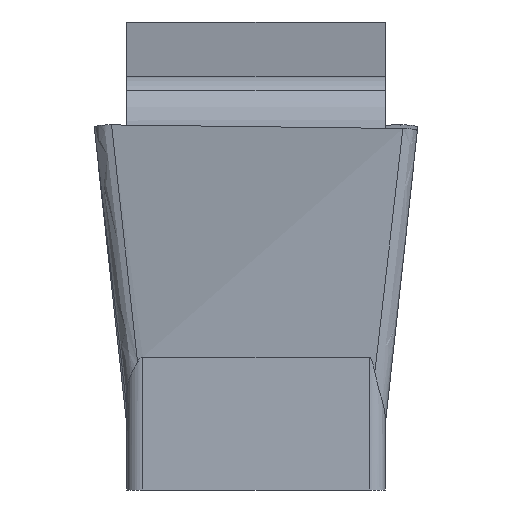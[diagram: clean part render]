
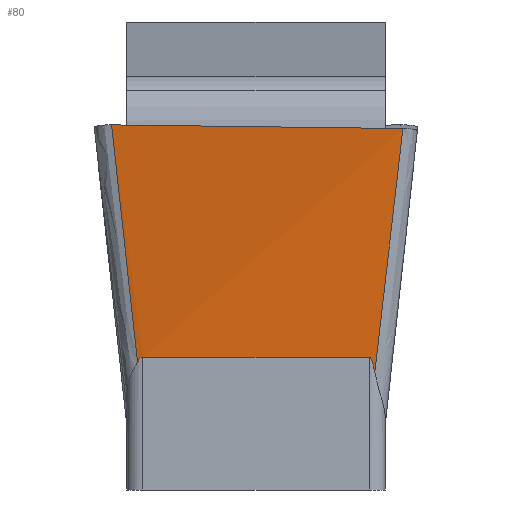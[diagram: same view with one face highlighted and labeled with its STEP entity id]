
A CAD part, front view. The second image highlights one B-rep face of the part: STEP entity #80.
In plain terms, the highlighted free-form (B-spline) face has degree [2, 1] with [3, 4] control points.
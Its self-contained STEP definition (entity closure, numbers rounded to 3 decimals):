
#42=(
BOUNDED_SURFACE()
B_SPLINE_SURFACE(2,1,((#1733,#1734,#1735,#1736),(#1737,#1738,#1739,#1740),
(#1741,#1742,#1743,#1744)),.UNSPECIFIED.,.F.,.F.,.F.)
B_SPLINE_SURFACE_WITH_KNOTS((3,3),(2,1,1,2),(0.,1.),(0.,0.417,
0.694,1.),.UNSPECIFIED.)
GEOMETRIC_REPRESENTATION_ITEM()
RATIONAL_B_SPLINE_SURFACE(((1.044,1.044,1.044,
1.044),(1.044,1.044,1.044,1.044),
(1.044,1.044,1.044,1.044)))
REPRESENTATION_ITEM('')
SURFACE()
);
#50=(
BOUNDED_CURVE()
B_SPLINE_CURVE(2,(#1287,#1288,#1289),.UNSPECIFIED.,.F.,.F.)
B_SPLINE_CURVE_WITH_KNOTS((3,3),(0.,1.),.UNSPECIFIED.)
CURVE()
GEOMETRIC_REPRESENTATION_ITEM()
RATIONAL_B_SPLINE_CURVE((1.044,1.044,1.044))
REPRESENTATION_ITEM('')
);
#52=(
BOUNDED_CURVE()
B_SPLINE_CURVE(1,(#1708,#1709,#1710,#1711),.UNSPECIFIED.,.F.,.F.)
B_SPLINE_CURVE_WITH_KNOTS((2,1,1,2),(0.,0.31,0.576,
1.),.UNSPECIFIED.)
CURVE()
GEOMETRIC_REPRESENTATION_ITEM()
RATIONAL_B_SPLINE_CURVE((1.044,1.044,1.044,
1.044))
REPRESENTATION_ITEM('')
);
#53=(
BOUNDED_CURVE()
B_SPLINE_CURVE(1,(#1729,#1730,#1731,#1732),.UNSPECIFIED.,.F.,.F.)
B_SPLINE_CURVE_WITH_KNOTS((2,1,1,2),(0.,0.426,0.688,
1.),.UNSPECIFIED.)
CURVE()
GEOMETRIC_REPRESENTATION_ITEM()
RATIONAL_B_SPLINE_CURVE((1.044,1.044,1.044,
1.044))
REPRESENTATION_ITEM('')
);
#80=ADVANCED_FACE('SIDE_FP_AN_SU1',(#134),#42,.T.);
#134=FACE_OUTER_BOUND('',#170,.T.);
#170=EDGE_LOOP('',(#296,#297,#298,#299,#300,#301));
#296=ORIENTED_EDGE('',*,*,#547,.F.);
#297=ORIENTED_EDGE('',*,*,#546,.F.);
#298=ORIENTED_EDGE('',*,*,#521,.T.);
#299=ORIENTED_EDGE('',*,*,#530,.F.);
#300=ORIENTED_EDGE('',*,*,#526,.T.);
#301=ORIENTED_EDGE('',*,*,#548,.F.);
#450=VERTEX_POINT('',#1223);
#451=VERTEX_POINT('',#1240);
#453=VERTEX_POINT('',#1254);
#454=VERTEX_POINT('',#1263);
#463=VERTEX_POINT('',#1707);
#464=VERTEX_POINT('',#1728);
#521=EDGE_CURVE('',#451,#450,#677,.T.);
#526=EDGE_CURVE('',#453,#454,#680,.T.);
#530=EDGE_CURVE('',#453,#450,#50,.T.);
#546=EDGE_CURVE('',#451,#463,#52,.T.);
#547=EDGE_CURVE('',#463,#464,#690,.T.);
#548=EDGE_CURVE('',#464,#454,#53,.T.);
#677=B_SPLINE_CURVE_WITH_KNOTS('',3,(#1224,#1225,#1226,#1227,#1228,#1229,
#1230,#1231,#1232,#1233,#1234,#1235,#1236,#1237,#1238,#1239),
 .UNSPECIFIED.,.F.,.F.,(4,3,3,3,3,4),(0.,0.336,0.675,
0.835,0.968,1.),.UNSPECIFIED.);
#680=B_SPLINE_CURVE_WITH_KNOTS('',3,(#1264,#1265,#1266,#1267,#1268,#1269,
#1270,#1271,#1272,#1273,#1274,#1275,#1276,#1277,#1278,#1279),
 .UNSPECIFIED.,.F.,.F.,(4,3,3,3,3,4),(0.,0.024,0.054,
0.111,0.305,1.),.UNSPECIFIED.);
#690=B_SPLINE_CURVE_WITH_KNOTS('',3,(#1718,#1719,#1720,#1721,#1722,#1723,
#1724,#1725,#1726,#1727),.UNSPECIFIED.,.F.,.F.,(4,3,3,4),(0.,0.5,
0.75,1.),.UNSPECIFIED.);
#1223=CARTESIAN_POINT('',(-1.4,-11.974,-2.851));
#1224=CARTESIAN_POINT('',(-1.465,-11.963,-2.913));
#1225=CARTESIAN_POINT('',(-1.461,-11.965,-2.904));
#1226=CARTESIAN_POINT('',(-1.455,-11.966,-2.894));
#1227=CARTESIAN_POINT('',(-1.449,-11.968,-2.886));
#1228=CARTESIAN_POINT('',(-1.443,-11.969,-2.877));
#1229=CARTESIAN_POINT('',(-1.436,-11.971,-2.869));
#1230=CARTESIAN_POINT('',(-1.428,-11.972,-2.862));
#1231=CARTESIAN_POINT('',(-1.424,-11.972,-2.859));
#1232=CARTESIAN_POINT('',(-1.42,-11.973,-2.856));
#1233=CARTESIAN_POINT('',(-1.415,-11.973,-2.854));
#1234=CARTESIAN_POINT('',(-1.411,-11.974,-2.852));
#1235=CARTESIAN_POINT('',(-1.407,-11.974,-2.851));
#1236=CARTESIAN_POINT('',(-1.403,-11.974,-2.851));
#1237=CARTESIAN_POINT('',(-1.402,-11.974,-2.851));
#1238=CARTESIAN_POINT('',(-1.401,-11.974,-2.851));
#1239=CARTESIAN_POINT('',(-1.4,-11.974,-2.851));
#1240=CARTESIAN_POINT('',(-1.465,-11.963,-2.913));
#1254=CARTESIAN_POINT('',(1.4,-11.974,-2.851));
#1263=CARTESIAN_POINT('',(1.469,-11.961,-3.042));
#1264=CARTESIAN_POINT('',(1.4,-11.974,-2.851));
#1265=CARTESIAN_POINT('',(1.402,-11.974,-2.851));
#1266=CARTESIAN_POINT('',(1.403,-11.974,-2.851));
#1267=CARTESIAN_POINT('',(1.405,-11.974,-2.851));
#1268=CARTESIAN_POINT('',(1.407,-11.974,-2.852));
#1269=CARTESIAN_POINT('',(1.409,-11.974,-2.853));
#1270=CARTESIAN_POINT('',(1.411,-11.974,-2.855));
#1271=CARTESIAN_POINT('',(1.414,-11.973,-2.857));
#1272=CARTESIAN_POINT('',(1.416,-11.973,-2.86));
#1273=CARTESIAN_POINT('',(1.419,-11.973,-2.863));
#1274=CARTESIAN_POINT('',(1.427,-11.972,-2.874));
#1275=CARTESIAN_POINT('',(1.432,-11.971,-2.887));
#1276=CARTESIAN_POINT('',(1.436,-11.971,-2.9));
#1277=CARTESIAN_POINT('',(1.453,-11.968,-2.946));
#1278=CARTESIAN_POINT('',(1.461,-11.964,-2.994));
#1279=CARTESIAN_POINT('',(1.469,-11.961,-3.042));
#1287=CARTESIAN_POINT('',(1.4,-11.974,-2.851));
#1288=CARTESIAN_POINT('',(0.,-11.974,-2.851));
#1289=CARTESIAN_POINT('',(-1.4,-11.974,-2.851));
#1707=CARTESIAN_POINT('',(-1.788,-12.479,0.023));
#1708=CARTESIAN_POINT('',(-1.108,-11.391,-6.167));
#1709=CARTESIAN_POINT('',(-1.472,-11.974,-2.851));
#1710=CARTESIAN_POINT('',(-1.786,-12.475,0.));
#1711=CARTESIAN_POINT('',(-2.284,-13.272,4.53));
#1718=CARTESIAN_POINT('',(-1.788,-12.479,0.023));
#1719=CARTESIAN_POINT('',(-1.187,-12.425,0.015));
#1720=CARTESIAN_POINT('',(-0.586,-12.371,0.007));
#1721=CARTESIAN_POINT('',(0.015,-12.317,0.));
#1722=CARTESIAN_POINT('',(0.315,-12.291,-0.004));
#1723=CARTESIAN_POINT('',(0.616,-12.264,-0.008));
#1724=CARTESIAN_POINT('',(0.916,-12.238,-0.011));
#1725=CARTESIAN_POINT('',(1.217,-12.211,-0.015));
#1726=CARTESIAN_POINT('',(1.517,-12.184,-0.019));
#1727=CARTESIAN_POINT('',(1.818,-12.158,-0.023));
#1728=CARTESIAN_POINT('',(1.818,-12.158,-0.023));
#1729=CARTESIAN_POINT('',(2.356,-12.462,4.643));
#1730=CARTESIAN_POINT('',(1.821,-12.16,0.));
#1731=CARTESIAN_POINT('',(1.492,-11.974,-2.851));
#1732=CARTESIAN_POINT('',(1.099,-11.752,-6.25));
#1733=CARTESIAN_POINT('',(2.316,-12.439,4.295));
#1734=CARTESIAN_POINT('',(1.821,-12.16,0.));
#1735=CARTESIAN_POINT('',(1.492,-11.974,-2.851));
#1736=CARTESIAN_POINT('',(1.129,-11.769,-5.995));
#1737=CARTESIAN_POINT('',(0.029,-12.835,4.295));
#1738=CARTESIAN_POINT('',(0.017,-12.317,0.));
#1739=CARTESIAN_POINT('',(0.01,-11.974,-2.851));
#1740=CARTESIAN_POINT('',(0.001,-11.595,-5.995));
#1741=CARTESIAN_POINT('',(-2.258,-13.23,4.295));
#1742=CARTESIAN_POINT('',(-1.786,-12.475,0.));
#1743=CARTESIAN_POINT('',(-1.472,-11.974,-2.851));
#1744=CARTESIAN_POINT('',(-1.126,-11.421,-5.995));
